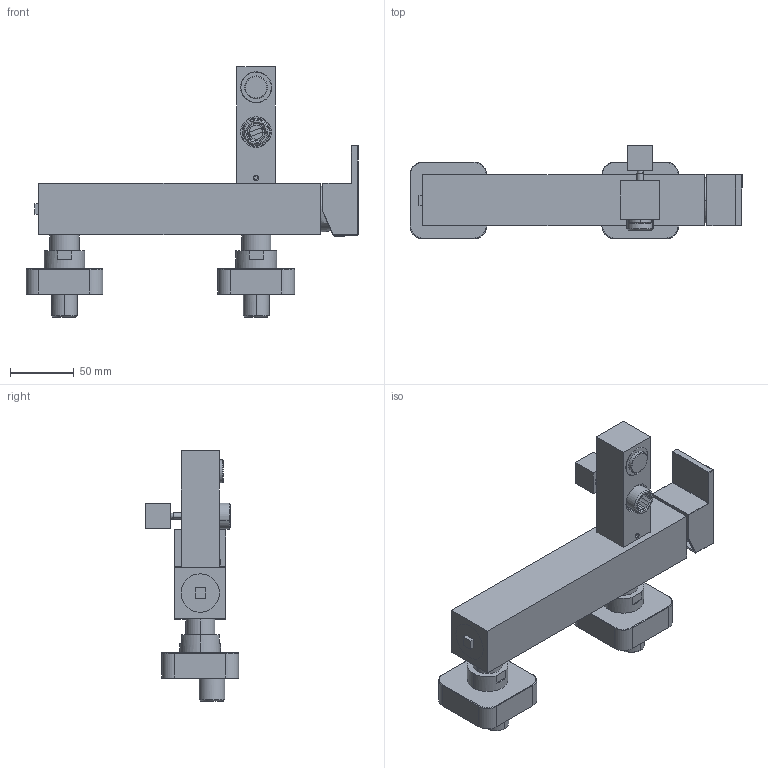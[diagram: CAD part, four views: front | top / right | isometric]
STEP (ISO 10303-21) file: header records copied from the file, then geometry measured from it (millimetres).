
FILE_DESCRIPTION (( 'STEP AP214' ), '1' );
FILE_NAME ('QUA.0012 3D.STEP', '2023-05-11T15:19:46', ( '' ), ( '' ), 'SwSTEP 2.0', 'SolidWorks 2022', '' );
FILE_SCHEMA (( 'AUTOMOTIVE_DESIGN' ));
Length unit declared in the file: millimetre
Products named in the file (21): 0004-MOLA_INVERSOR_BANHEIRA; 0004-ORING_VEIO_INVERSOR_BANHEIRA; 0004-TAMPA_PERNO_000000000000; 0004-AREADOR_M24x1_NEOPERL_SLIM_AIR_000000000000; 0004-INVERSOR_BANHEIRA_20-19f_53.2MM_000000000000; 0004-BICA_BANHEIRA_30X30_000000000000; 0004-KIT_EXCENTRICO_QUADRADO_ESPELHO_60X60_000000000000; 0004-TAMPA_CORPO_DUCHE_000000000000; 0004-POMULO_INVERSOR_QUADRADA_18X18_000000000000; 0004-KIT_EXCENTRICO_QUADRADO_EXCENTRICO_000000000000; 0004-PERNO_M4X0.5_000000000000; manipulo duche; Tapa cartucho Ø37x10 para quadrada; 0004-PORCA_Ø31.8X14MM_000000000000; 0004-ORING_CASQUILHO_INVERSOR_BANHEIRA; 0004-CASQUILHO_INVERSOR_BANHEIRA; 0004-VEIO_INVERSOR_BANHEIRA; 0004-CASQUILHO_AUMENTO_Ø22.8X21.4MM_000000000000; 0004-CORPO_BANHEIRA_40X40X220MM_000000000000; QUA.0012 3D; 0004-BORRACHA_MOLA_INVERSOR_BANHEIRA
Assembly tree (24 placements, depth 3):
  QUA.0012 3D
    0004-CASQUILHO_AUMENTO_Ø22.8X21.4MM_000000000000  x2
    0004-KIT_EXCENTRICO_QUADRADO_EXCENTRICO_000000000000  x2
    0004-PORCA_Ø31.8X14MM_000000000000  x2
    0004-AREADOR_M24x1_NEOPERL_SLIM_AIR_000000000000
    0004-PERNO_M4X0.5_000000000000
    0004-BICA_BANHEIRA_30X30_000000000000
    0004-CORPO_BANHEIRA_40X40X220MM_000000000000
    0004-KIT_EXCENTRICO_QUADRADO_ESPELHO_60X60_000000000000  x2
    0004-POMULO_INVERSOR_QUADRADA_18X18_000000000000
    manipulo duche
    0004-INVERSOR_BANHEIRA_20-19f_53.2MM_000000000000
      0004-CASQUILHO_INVERSOR_BANHEIRA
      0004-ORING_CASQUILHO_INVERSOR_BANHEIRA
      0004-VEIO_INVERSOR_BANHEIRA
      0004-ORING_VEIO_INVERSOR_BANHEIRA
      0004-MOLA_INVERSOR_BANHEIRA
      0004-BORRACHA_MOLA_INVERSOR_BANHEIRA
    0004-TAMPA_PERNO_000000000000
    0004-TAMPA_CORPO_DUCHE_000000000000
    Tapa cartucho Ø37x10 para quadrada
Bounding box: 259.5 x 72.96 x 195.6 mm (x, y, z)
Volume: 409628.5 mm3; surface area: 156791.9 mm2
Topology: 23 solids, 23 shells, 559 faces, 1283 edges, 786 vertices
Faces by surface type: cylinder 216, plane 216, cone 88, bspline 39
Entity records: 17751 total; most frequent: CARTESIAN_POINT 6030, DIRECTION 2319, ORIENTED_EDGE 2138, EDGE_CURVE 1069, AXIS2_PLACEMENT_3D 896, VERTEX_POINT 668, EDGE_LOOP 545, LINE 527
